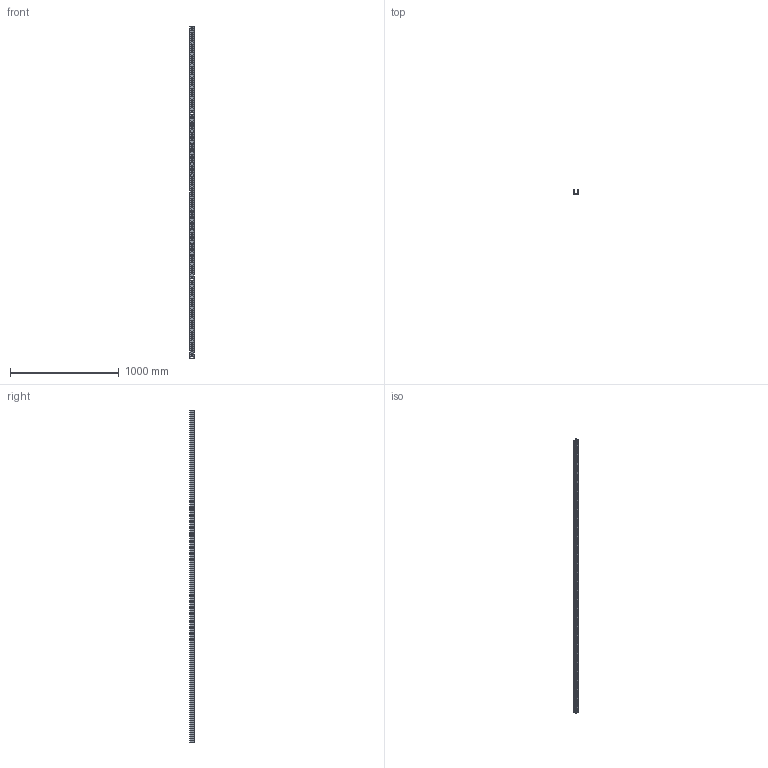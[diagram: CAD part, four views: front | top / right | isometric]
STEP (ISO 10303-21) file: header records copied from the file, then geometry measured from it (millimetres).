
FILE_DESCRIPTION(('TurboCAD Mac Pro'),'Build 980');
FILE_NAME('P1100SL.stp',' ',(''),(''),'ACIS Interop','IMSI','TurboCAD Mac Pro BY IMSI, INCORPORATED');
FILE_SCHEMA(('automotive_design'));
Length unit declared in the file: inch
Products named in the file (1): 1
Bounding box: 41.27 x 41.27 x 3048 mm (x, y, z)
Volume: 783287.1 mm3; surface area: 841647.6 mm2
Topology: 1 solids, 1 shells, 248 faces, 738 edges, 492 vertices
Faces by surface type: bspline 151, plane 96, cylinder 1
Entity records: 11210 total; most frequent: CARTESIAN_POINT 3458, ORIENTED_EDGE 1476, EDGE_CURVE 738, DIRECTION 650, VERTEX_POINT 492, LINE 434, VECTOR 434, EDGE_LOOP 306
